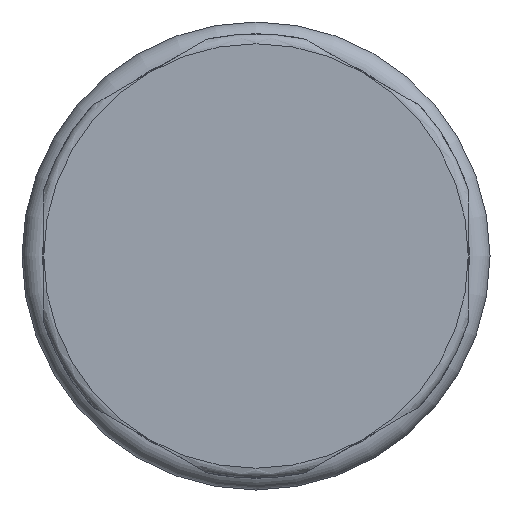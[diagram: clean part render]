
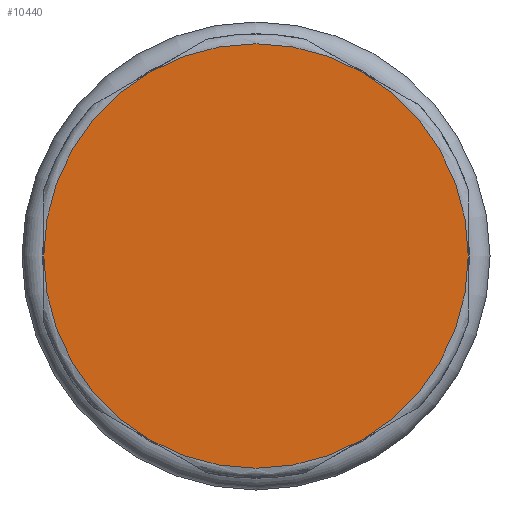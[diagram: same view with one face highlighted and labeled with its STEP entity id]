
A CAD part, left-side view. The second image highlights one B-rep face of the part: STEP entity #10440.
In plain terms, the highlighted planar face has unit normal (-1, 0, 0).
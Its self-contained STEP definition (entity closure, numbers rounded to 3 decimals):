
#599=CIRCLE('',#10914,10.5);
#601=CIRCLE('',#10917,10.5);
#603=CIRCLE('',#10920,10.5);
#605=CIRCLE('',#10923,10.5);
#607=CIRCLE('',#10926,10.5);
#608=CIRCLE('',#10928,10.5);
#1895=PLANE('',#10958);
#2446=FACE_OUTER_BOUND('',#3050,.T.);
#3050=EDGE_LOOP('',(#9227,#9228,#9229,#9230,#9231,#9232));
#4711=VERTEX_POINT('',#76089);
#4717=VERTEX_POINT('',#76154);
#4723=VERTEX_POINT('',#76219);
#4729=VERTEX_POINT('',#76284);
#4735=VERTEX_POINT('',#76349);
#4739=VERTEX_POINT('',#76398);
#6213=EDGE_CURVE('',#4739,#4735,#599,.T.);
#6215=EDGE_CURVE('',#4735,#4729,#601,.T.);
#6217=EDGE_CURVE('',#4729,#4723,#603,.T.);
#6219=EDGE_CURVE('',#4723,#4717,#605,.T.);
#6221=EDGE_CURVE('',#4717,#4711,#607,.T.);
#6222=EDGE_CURVE('',#4711,#4739,#608,.T.);
#9227=ORIENTED_EDGE('',*,*,#6213,.F.);
#9228=ORIENTED_EDGE('',*,*,#6222,.F.);
#9229=ORIENTED_EDGE('',*,*,#6221,.F.);
#9230=ORIENTED_EDGE('',*,*,#6219,.F.);
#9231=ORIENTED_EDGE('',*,*,#6217,.F.);
#9232=ORIENTED_EDGE('',*,*,#6215,.F.);
#10440=ADVANCED_FACE('',(#2446),#1895,.T.);
#10914=AXIS2_PLACEMENT_3D('',#76413,#12401,#12402);
#10917=AXIS2_PLACEMENT_3D('',#76416,#12407,#12408);
#10920=AXIS2_PLACEMENT_3D('',#76419,#12413,#12414);
#10923=AXIS2_PLACEMENT_3D('',#76422,#12419,#12420);
#10926=AXIS2_PLACEMENT_3D('',#76425,#12425,#12426);
#10928=AXIS2_PLACEMENT_3D('',#76427,#12429,#12430);
#10958=AXIS2_PLACEMENT_3D('',#76507,#12491,#12492);
#12401=DIRECTION('center_axis',(1.,0.,0.));
#12402=DIRECTION('ref_axis',(0.,-1.,0.));
#12407=DIRECTION('center_axis',(1.,0.,0.));
#12408=DIRECTION('ref_axis',(0.,-1.,0.));
#12413=DIRECTION('center_axis',(1.,0.,0.));
#12414=DIRECTION('ref_axis',(0.,-1.,0.));
#12419=DIRECTION('center_axis',(1.,0.,0.));
#12420=DIRECTION('ref_axis',(0.,-1.,0.));
#12425=DIRECTION('center_axis',(1.,0.,0.));
#12426=DIRECTION('ref_axis',(0.,-1.,0.));
#12429=DIRECTION('center_axis',(1.,0.,0.));
#12430=DIRECTION('ref_axis',(0.,-1.,0.));
#12491=DIRECTION('center_axis',(-1.,0.,0.));
#12492=DIRECTION('ref_axis',(0.,0.,1.));
#76089=CARTESIAN_POINT('',(0.,5.25,-9.093));
#76154=CARTESIAN_POINT('',(0.,-5.25,-9.093));
#76219=CARTESIAN_POINT('',(0.,-10.5,0.));
#76284=CARTESIAN_POINT('',(0.,-5.25,9.093));
#76349=CARTESIAN_POINT('',(0.,5.25,9.093));
#76398=CARTESIAN_POINT('',(0.,10.5,0.));
#76413=CARTESIAN_POINT('Origin',(0.,0.,0.));
#76416=CARTESIAN_POINT('Origin',(0.,0.,0.));
#76419=CARTESIAN_POINT('Origin',(0.,0.,0.));
#76422=CARTESIAN_POINT('Origin',(0.,0.,0.));
#76425=CARTESIAN_POINT('Origin',(0.,0.,0.));
#76427=CARTESIAN_POINT('Origin',(0.,0.,0.));
#76507=CARTESIAN_POINT('Origin',(0.,9.,0.));
